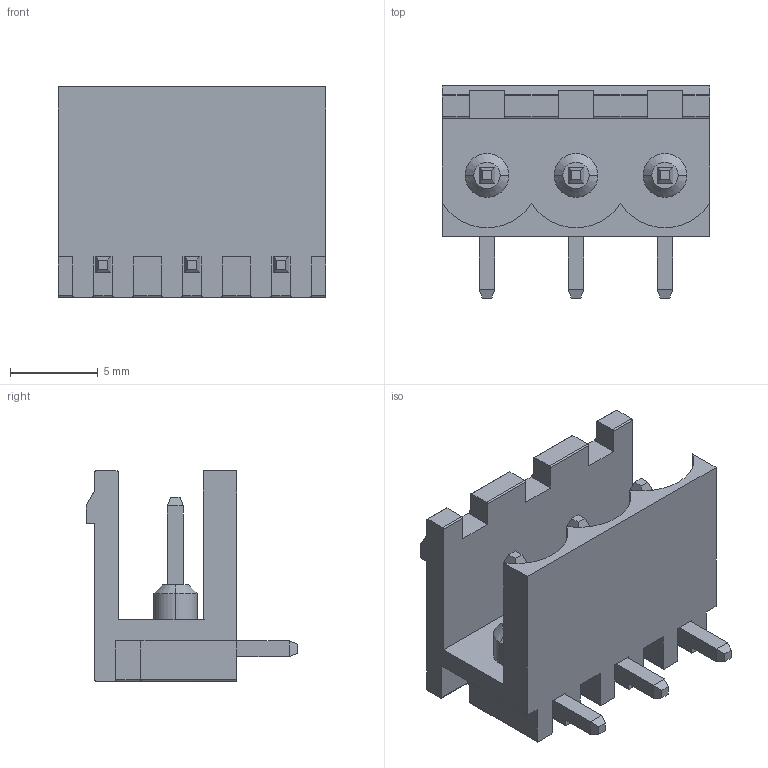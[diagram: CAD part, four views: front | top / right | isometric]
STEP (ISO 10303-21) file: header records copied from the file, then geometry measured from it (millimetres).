
FILE_DESCRIPTION (( 'STEP AP214' ), '1' );
FILE_NAME ('User Library-Phoenix Contact MSTB-2.5_3G.STEP', '2015-09-14T18:00:22', ( 'Windows User' ), ( '' ), 'SwSTEP 2.0', 'SolidWorks 2015', '' );
FILE_SCHEMA (( 'AUTOMOTIVE_DESIGN' ));
Length unit declared in the file: millimetre
Products named in the file (1): User Library-Phoenix Contact MSTB-2.5_3G
Bounding box: 15.24 x 12.1 x 12 mm (x, y, z)
Volume: 646.1 mm3; surface area: 1322.3 mm2
Topology: 1 solids, 1 shells, 184 faces, 468 edges, 292 vertices
Faces by surface type: plane 126, cylinder 52, cone 6
Entity records: 7472 total; most frequent: CARTESIAN_POINT 1017, ORIENTED_EDGE 936, DIRECTION 876, EDGE_CURVE 468, VECTOR 382, LINE 382, VERTEX_POINT 292, AXIS2_PLACEMENT_3D 247
